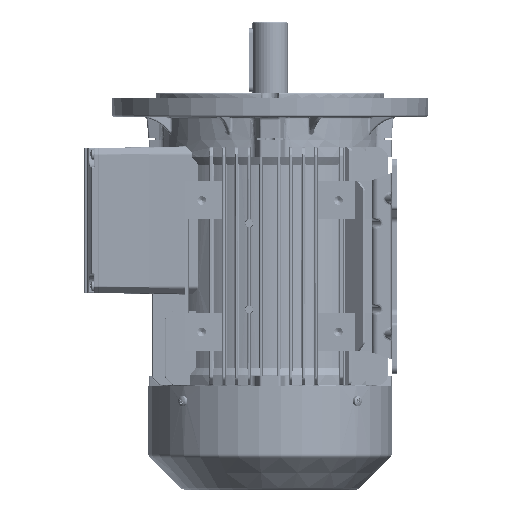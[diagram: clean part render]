
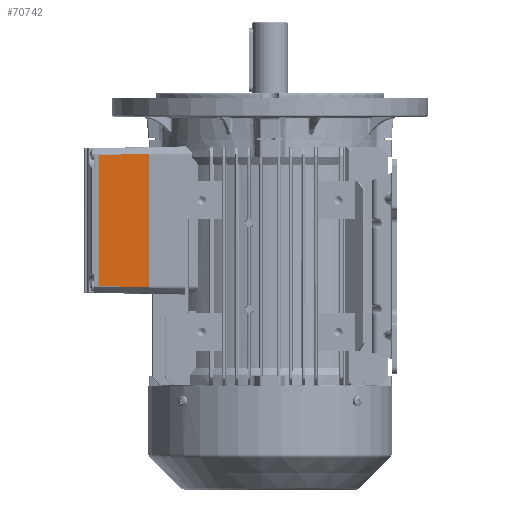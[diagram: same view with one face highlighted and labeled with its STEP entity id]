
A CAD part, left-side view. The second image highlights one B-rep face of the part: STEP entity #70742.
In plain terms, the highlighted planar face has unit normal (-1, 0.009, 0).
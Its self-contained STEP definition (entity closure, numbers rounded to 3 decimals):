
#5898 = CARTESIAN_POINT ( 'NONE',  ( -57.849, 96., 83.92 ) ) ;
#8810 = LINE ( 'NONE', #73059, #194528 ) ;
#9128 = LINE ( 'NONE', #56531, #99218 ) ;
#18488 = LINE ( 'NONE', #177526, #83943 ) ;
#33058 = ORIENTED_EDGE ( 'NONE', *, *, #48260, .T. ) ;
#37304 = VERTEX_POINT ( 'NONE', #77218 ) ;
#42251 = EDGE_CURVE ( 'NONE', #37304, #78427, #173536, .T. ) ;
#44562 = CARTESIAN_POINT ( 'NONE',  ( -57.504, 135.504, 84.064 ) ) ;
#47697 = DIRECTION ( 'NONE',  ( 0., 0., -1. ) ) ;
#48260 = EDGE_CURVE ( 'NONE', #193719, #128853, #63497, .T. ) ;
#51351 = ORIENTED_EDGE ( 'NONE', *, *, #69896, .F. ) ;
#51864 = CARTESIAN_POINT ( 'NONE',  ( -57.849, 96., 193.65 ) ) ;
#56531 = CARTESIAN_POINT ( 'NONE',  ( -57.849, 96., 193.65 ) ) ;
#59204 = AXIS2_PLACEMENT_3D ( 'NONE', #109173, #124948, #61767 ) ;
#59459 = ORIENTED_EDGE ( 'NONE', *, *, #88566, .F. ) ;
#61767 = DIRECTION ( 'NONE',  ( -0.009, -1., 0. ) ) ;
#63497 = LINE ( 'NONE', #44562, #192127 ) ;
#69896 = EDGE_CURVE ( 'NONE', #196782, #131599, #9128, .T. ) ;
#70742 = ADVANCED_FACE ( 'NONE', ( #158627 ), #174431, .T. ) ;
#73059 = CARTESIAN_POINT ( 'NONE',  ( -57.497, 136.378, 84.066 ) ) ;
#76021 = ORIENTED_EDGE ( 'NONE', *, *, #42251, .F. ) ;
#76196 = DIRECTION ( 'NONE',  ( -0.009, -1., -0.004 ) ) ;
#76691 = DIRECTION ( 'NONE',  ( 0., 0., -1. ) ) ;
#77218 = CARTESIAN_POINT ( 'NONE',  ( -57.849, 96., 188.38 ) ) ;
#78194 = EDGE_CURVE ( 'NONE', #128853, #131599, #8810, .T. ) ;
#78427 = VERTEX_POINT ( 'NONE', #93586 ) ;
#79769 = EDGE_CURVE ( 'NONE', #37304, #193719, #18488, .T. ) ;
#83943 = VECTOR ( 'NONE', #184498, 1000. ) ;
#88566 = EDGE_CURVE ( 'NONE', #78427, #196782, #196084, .T. ) ;
#92182 = VECTOR ( 'NONE', #146632, 1000. ) ;
#93586 = CARTESIAN_POINT ( 'NONE',  ( -57.849, 96., 188.232 ) ) ;
#99218 = VECTOR ( 'NONE', #184967, 1000. ) ;
#100703 = ORIENTED_EDGE ( 'NONE', *, *, #79769, .T. ) ;
#109173 = CARTESIAN_POINT ( 'NONE',  ( -57.5, 136., 188.65 ) ) ;
#120271 = CARTESIAN_POINT ( 'NONE',  ( -57.504, 135.504, 84.062 ) ) ;
#124948 = DIRECTION ( 'NONE',  ( -1., 0.009, 0. ) ) ;
#127496 = CARTESIAN_POINT ( 'NONE',  ( -57.504, 135.504, 188.238 ) ) ;
#128853 = VERTEX_POINT ( 'NONE', #120271 ) ;
#131599 = VERTEX_POINT ( 'NONE', #5898 ) ;
#146632 = DIRECTION ( 'NONE',  ( 0., 0., -1. ) ) ;
#158627 = FACE_OUTER_BOUND ( 'NONE', #191074, .T. ) ;
#168898 = CARTESIAN_POINT ( 'NONE',  ( -57.849, 96., 84.068 ) ) ;
#172464 = CARTESIAN_POINT ( 'NONE',  ( -57.849, 96., 193.65 ) ) ;
#173536 = LINE ( 'NONE', #172464, #181849 ) ;
#174431 = PLANE ( 'NONE',  #59204 ) ;
#177526 = CARTESIAN_POINT ( 'NONE',  ( -57.5, 135.999, 188.236 ) ) ;
#181224 = ORIENTED_EDGE ( 'NONE', *, *, #78194, .T. ) ;
#181849 = VECTOR ( 'NONE', #76691, 1000. ) ;
#184498 = DIRECTION ( 'NONE',  ( 0.009, 1., -0.004 ) ) ;
#184967 = DIRECTION ( 'NONE',  ( 0., 0., -1. ) ) ;
#191074 = EDGE_LOOP ( 'NONE', ( #100703, #33058, #181224, #51351, #59459, #76021 ) ) ;
#192127 = VECTOR ( 'NONE', #47697, 1000. ) ;
#193719 = VERTEX_POINT ( 'NONE', #127496 ) ;
#194528 = VECTOR ( 'NONE', #76196, 1000. ) ;
#196084 = LINE ( 'NONE', #51864, #92182 ) ;
#196782 = VERTEX_POINT ( 'NONE', #168898 ) ;
